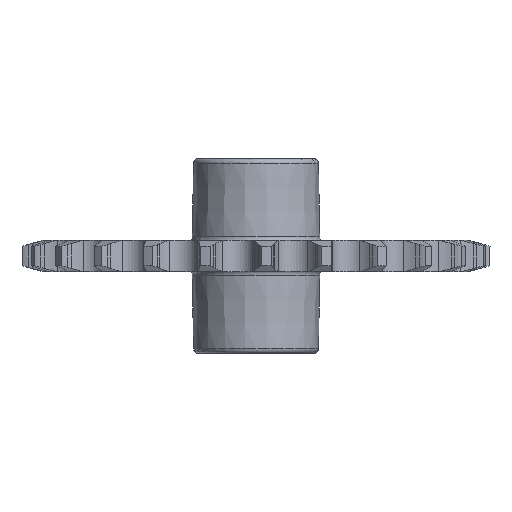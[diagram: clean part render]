
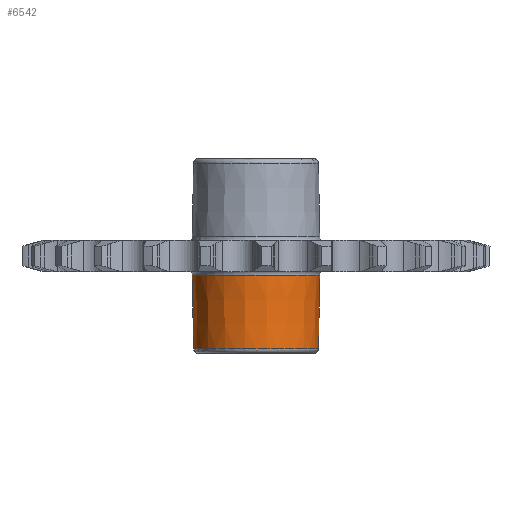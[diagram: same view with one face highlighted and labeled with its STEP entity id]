
A CAD part, front view. The second image highlights one B-rep face of the part: STEP entity #6542.
In plain terms, the highlighted conical face has half-angle 1 degrees and reference radius 25.4 mm.
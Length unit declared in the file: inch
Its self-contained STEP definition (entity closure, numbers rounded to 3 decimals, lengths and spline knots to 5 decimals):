
#366=LINE('',#13421,#692);
#692=VECTOR('',#8697,1.);
#1256=FACE_OUTER_BOUND('',#1592,.T.);
#1592=EDGE_LOOP('',(#5926,#5927,#5928,#5929,#5930,#5931,#5932));
#1942=CIRCLE('',#7182,0.16092);
#1944=CIRCLE('',#7184,0.16092);
#1948=CIRCLE('',#7200,0.15768);
#1949=CIRCLE('',#7201,0.15768);
#1950=CIRCLE('',#7202,0.15768);
#2961=VERTEX_POINT('',#13394);
#2962=VERTEX_POINT('',#13395);
#2965=VERTEX_POINT('',#13420);
#2966=VERTEX_POINT('',#13422);
#2967=VERTEX_POINT('',#13424);
#3960=EDGE_CURVE('',#2961,#2962,#1942,.T.);
#3962=EDGE_CURVE('',#2962,#2961,#1944,.T.);
#3970=EDGE_CURVE('',#2962,#2965,#366,.T.);
#3971=EDGE_CURVE('',#2965,#2966,#1948,.T.);
#3972=EDGE_CURVE('',#2966,#2967,#1949,.T.);
#3973=EDGE_CURVE('',#2967,#2965,#1950,.T.);
#5926=ORIENTED_EDGE('',*,*,#3960,.T.);
#5927=ORIENTED_EDGE('',*,*,#3970,.T.);
#5928=ORIENTED_EDGE('',*,*,#3971,.T.);
#5929=ORIENTED_EDGE('',*,*,#3972,.T.);
#5930=ORIENTED_EDGE('',*,*,#3973,.T.);
#5931=ORIENTED_EDGE('',*,*,#3970,.F.);
#5932=ORIENTED_EDGE('',*,*,#3962,.T.);
#6254=CONICAL_SURFACE('',#7199,1.,0.017);
#6542=ADVANCED_FACE('',(#1256),#6254,.T.);
#7182=AXIS2_PLACEMENT_3D('',#13396,#8657,#8658);
#7184=AXIS2_PLACEMENT_3D('',#13398,#8661,#8662);
#7199=AXIS2_PLACEMENT_3D('',#13419,#8695,#8696);
#7200=AXIS2_PLACEMENT_3D('',#13423,#8698,#8699);
#7201=AXIS2_PLACEMENT_3D('',#13425,#8700,#8701);
#7202=AXIS2_PLACEMENT_3D('',#13426,#8702,#8703);
#8657=DIRECTION('center_axis',(0.,0.,-1.));
#8658=DIRECTION('ref_axis',(-0.017,1.,0.));
#8661=DIRECTION('center_axis',(0.,0.,-1.));
#8662=DIRECTION('ref_axis',(-0.017,1.,0.));
#8695=DIRECTION('center_axis',(0.,0.,1.));
#8696=DIRECTION('ref_axis',(1.,0.,0.));
#8697=DIRECTION('',(0.017,0.,-1.));
#8698=DIRECTION('center_axis',(0.,0.,1.));
#8699=DIRECTION('ref_axis',(1.,0.,0.));
#8700=DIRECTION('center_axis',(0.,0.,1.));
#8701=DIRECTION('ref_axis',(1.,0.,0.));
#8702=DIRECTION('center_axis',(0.,0.,1.));
#8703=DIRECTION('ref_axis',(1.,0.,0.));
#13394=CARTESIAN_POINT('',(0.16092,0.,-0.0095));
#13395=CARTESIAN_POINT('',(-0.16092,0.,-0.0095));
#13396=CARTESIAN_POINT('Origin',(0.,0.,-0.0095));
#13398=CARTESIAN_POINT('Origin',(0.,0.,-0.0095));
#13419=CARTESIAN_POINT('Origin',(0.,0.,48.06123));
#13420=CARTESIAN_POINT('',(-0.15768,0.,-0.19509));
#13421=CARTESIAN_POINT('',(-1.,0.,48.06123));
#13422=CARTESIAN_POINT('',(0.15768,0.,-0.19509));
#13423=CARTESIAN_POINT('Origin',(0.,0.,-0.19509));
#13424=CARTESIAN_POINT('',(0.15766,0.00265,-0.19509));
#13425=CARTESIAN_POINT('Origin',(0.,0.,-0.19509));
#13426=CARTESIAN_POINT('Origin',(0.,0.,-0.19509));
